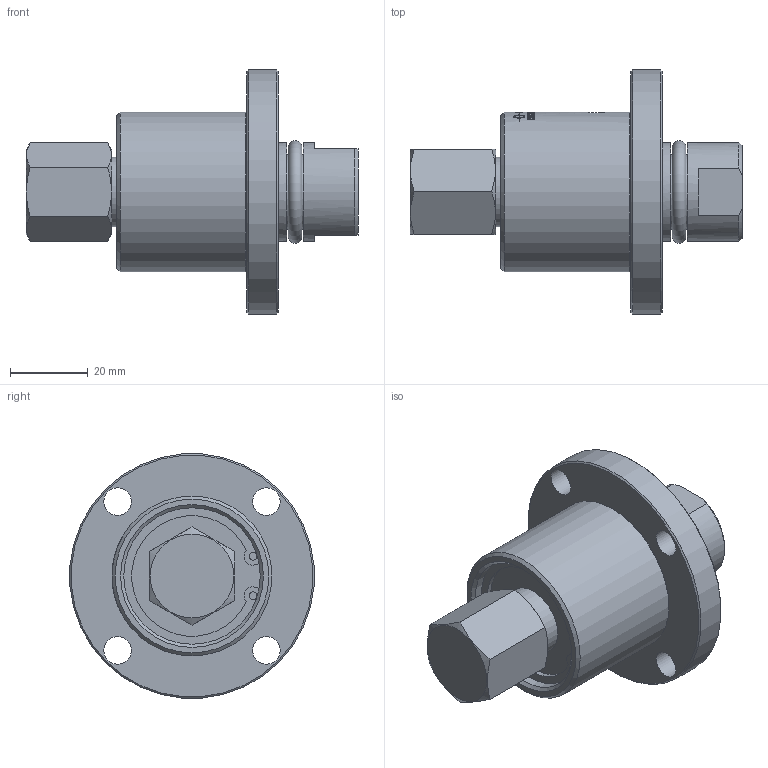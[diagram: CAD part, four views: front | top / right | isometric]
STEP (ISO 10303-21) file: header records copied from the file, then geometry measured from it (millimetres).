
FILE_DESCRIPTION(/* description */ (''),/* implementation_level */ '2;1');
FILE_NAME(/* name */ '1102-025-001004-IC.stp',/* time_stamp */ '2020-05-13T15:32:56-05:00',/* author */ ('Moorera'),/* organization */ (''),/* preprocessor_version */ 'ST-DEVELOPER v18.1',/* originating_system */ 'Autodesk Inventor 2020',/* authorisation */ '');
FILE_SCHEMA (('AUTOMOTIVE_DESIGN { 1 0 10303 214 3 1 1 }'));
Products named in the file (1): 1102-025-001004-IC
Bounding box: 85.23 x 62.66 x 62.66 mm (x, y, z)
Volume: 79631.2 mm3; surface area: 21107.7 mm2
Topology: 2 solids, 3 shells, 481 faces, 1283 edges, 866 vertices
Faces by surface type: bspline 193, plane 176, cylinder 83, cone 19, torus 9, sphere 1
Full cylindrical faces by diameter (mm): 1.981 x2, 4.166 x4, 4.5 x4, 4.7 x1, 5.75 x1, 6 x1, 6.4 x2, 6.858 x4, 7.1 x4, 8 x4, 10.719 x2, 17.85 x1, 19.25 x1, 25.35 x2, 35.05 x1, 41.07 x1, 62.9 x1
Entity records: 61315 total; most frequent: CARTESIAN_POINT 49953, ORIENTED_EDGE 2554, DIRECTION 1871, EDGE_CURVE 1277, VERTEX_POINT 866, AXIS2_PLACEMENT_3D 692, EDGE_LOOP 563, LINE 487
